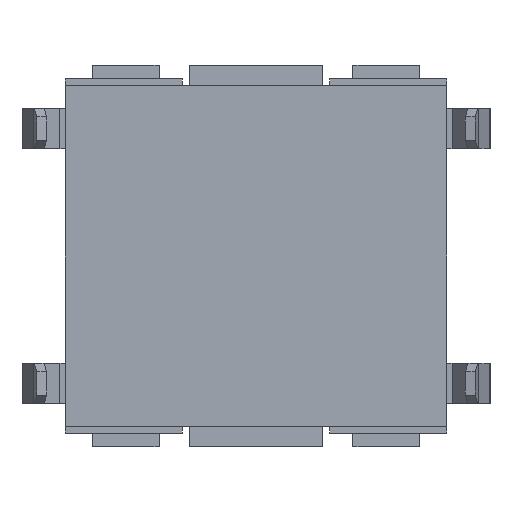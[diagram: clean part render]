
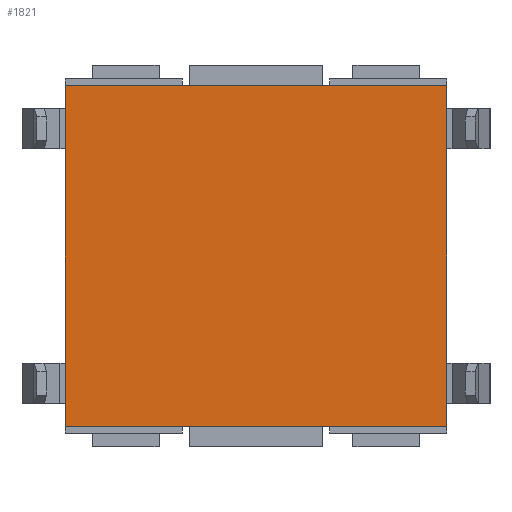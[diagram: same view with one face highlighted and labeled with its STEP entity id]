
A CAD part, front view. The second image highlights one B-rep face of the part: STEP entity #1821.
In plain terms, the highlighted planar face has unit normal (0, -1, 0).
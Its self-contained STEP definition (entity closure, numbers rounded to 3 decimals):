
#1556 = EDGE_CURVE ( 'NONE', #1568, #1607, #3006, .T. ) ;
#1568 = VERTEX_POINT ( 'NONE', #2983 ) ;
#1607 = VERTEX_POINT ( 'NONE', #3047 ) ;
#1643 = VERTEX_POINT ( 'NONE', #3128 ) ;
#1646 = EDGE_CURVE ( 'NONE', #1649, #1643, #3124, .T. ) ;
#1649 = VERTEX_POINT ( 'NONE', #3116 ) ;
#1788 = EDGE_CURVE ( 'NONE', #1607, #1649, #3377, .T. ) ;
#1792 = EDGE_LOOP ( 'NONE', ( #1795, #1796, #1797, #1811 ) ) ;
#1795 = ORIENTED_EDGE ( 'NONE', *, *, #3583, .T. ) ;
#1796 = ORIENTED_EDGE ( 'NONE', *, *, #1646, .F. ) ;
#1797 = ORIENTED_EDGE ( 'NONE', *, *, #1788, .F. ) ;
#1811 = ORIENTED_EDGE ( 'NONE', *, *, #1556, .F. ) ;
#1821 = ADVANCED_FACE ( 'NONE', ( #3429 ), #3427, .T. ) ;
#2983 = CARTESIAN_POINT ( 'NONE',  ( -5.7, 0., -5.1 ) ) ;
#3003 = DIRECTION ( 'NONE',  ( 0., 0., 1. ) ) ;
#3004 = VECTOR ( 'NONE', #3003, 1000. ) ;
#3005 = CARTESIAN_POINT ( 'NONE',  ( -5.7, 0., 0. ) ) ;
#3006 = LINE ( 'NONE', #3005, #3004 ) ;
#3047 = CARTESIAN_POINT ( 'NONE',  ( -5.7, 0., 5.1 ) ) ;
#3116 = CARTESIAN_POINT ( 'NONE',  ( 5.7, 0., 5.1 ) ) ;
#3121 = DIRECTION ( 'NONE',  ( 0., 0., -1. ) ) ;
#3122 = VECTOR ( 'NONE', #3121, 1000. ) ;
#3123 = CARTESIAN_POINT ( 'NONE',  ( 5.7, 0., 0. ) ) ;
#3124 = LINE ( 'NONE', #3123, #3122 ) ;
#3128 = CARTESIAN_POINT ( 'NONE',  ( 5.7, 0., -5.1 ) ) ;
#3374 = DIRECTION ( 'NONE',  ( 1., 0., 0. ) ) ;
#3375 = VECTOR ( 'NONE', #3374, 1000. ) ;
#3376 = CARTESIAN_POINT ( 'NONE',  ( 5.7, 0., 5.1 ) ) ;
#3377 = LINE ( 'NONE', #3376, #3375 ) ;
#3423 = DIRECTION ( 'NONE',  ( 0., 0., -1. ) ) ;
#3424 = DIRECTION ( 'NONE',  ( 0., -1., 0. ) ) ;
#3425 = CARTESIAN_POINT ( 'NONE',  ( 5.7, 0., 5.1 ) ) ;
#3426 = AXIS2_PLACEMENT_3D ( 'NONE', #3425, #3424, #3423 ) ;
#3427 = PLANE ( 'NONE',  #3426 ) ;
#3429 = FACE_OUTER_BOUND ( 'NONE', #1792, .T. ) ;
#3583 = EDGE_CURVE ( 'NONE', #1568, #1643, #3910, .T. ) ;
#3907 = DIRECTION ( 'NONE',  ( 1., 0., 0. ) ) ;
#3908 = VECTOR ( 'NONE', #3907, 1000. ) ;
#3909 = CARTESIAN_POINT ( 'NONE',  ( -5.7, 0., -5.1 ) ) ;
#3910 = LINE ( 'NONE', #3909, #3908 ) ;
